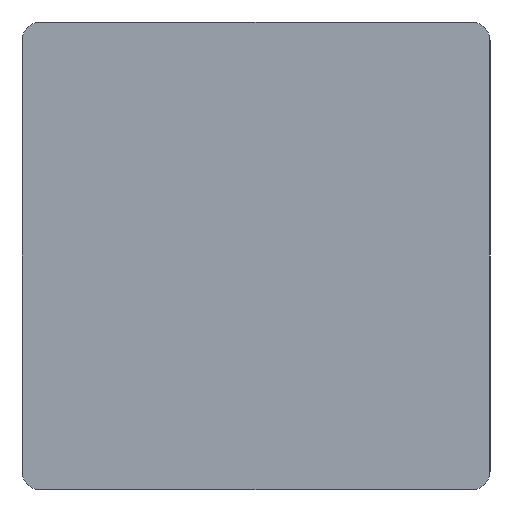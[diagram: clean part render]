
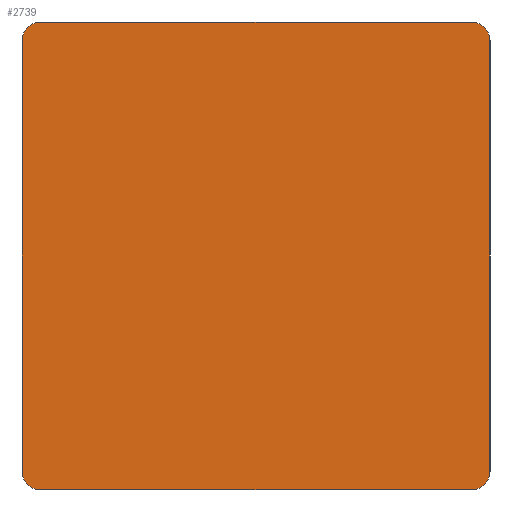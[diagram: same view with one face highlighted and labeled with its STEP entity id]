
A CAD part, left-side view. The second image highlights one B-rep face of the part: STEP entity #2739.
In plain terms, the highlighted planar face has unit normal (-1, 0, 0).
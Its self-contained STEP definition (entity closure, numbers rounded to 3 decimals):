
#2739 = ADVANCED_FACE('',(#2740),#2810,.F.);
#2740 = FACE_BOUND('',#2741,.F.);
#2741 = EDGE_LOOP('',(#2742,#2752,#2761,#2769,#2778,#2786,#2795,#2803));
#2742 = ORIENTED_EDGE('',*,*,#2743,.F.);
#2743 = EDGE_CURVE('',#2744,#2746,#2748,.T.);
#2744 = VERTEX_POINT('',#2745);
#2745 = CARTESIAN_POINT('',(-0.5,-0.25,0.02));
#2746 = VERTEX_POINT('',#2747);
#2747 = CARTESIAN_POINT('',(-0.5,-0.25,0.48));
#2748 = LINE('',#2749,#2750);
#2749 = CARTESIAN_POINT('',(-0.5,-0.25,0.));
#2750 = VECTOR('',#2751,1.);
#2751 = DIRECTION('',(0.,0.,1.));
#2752 = ORIENTED_EDGE('',*,*,#2753,.T.);
#2753 = EDGE_CURVE('',#2744,#2754,#2756,.T.);
#2754 = VERTEX_POINT('',#2755);
#2755 = CARTESIAN_POINT('',(-0.5,-0.23,0.));
#2756 = CIRCLE('',#2757,0.02);
#2757 = AXIS2_PLACEMENT_3D('',#2758,#2759,#2760);
#2758 = CARTESIAN_POINT('',(-0.5,-0.23,0.02));
#2759 = DIRECTION('',(1.,0.,-0.));
#2760 = DIRECTION('',(0.,0.,1.));
#2761 = ORIENTED_EDGE('',*,*,#2762,.T.);
#2762 = EDGE_CURVE('',#2754,#2763,#2765,.T.);
#2763 = VERTEX_POINT('',#2764);
#2764 = CARTESIAN_POINT('',(-0.5,0.23,0.));
#2765 = LINE('',#2766,#2767);
#2766 = CARTESIAN_POINT('',(-0.5,-0.25,0.));
#2767 = VECTOR('',#2768,1.);
#2768 = DIRECTION('',(0.,1.,0.));
#2769 = ORIENTED_EDGE('',*,*,#2770,.F.);
#2770 = EDGE_CURVE('',#2771,#2763,#2773,.T.);
#2771 = VERTEX_POINT('',#2772);
#2772 = CARTESIAN_POINT('',(-0.5,0.25,0.02));
#2773 = CIRCLE('',#2774,0.02);
#2774 = AXIS2_PLACEMENT_3D('',#2775,#2776,#2777);
#2775 = CARTESIAN_POINT('',(-0.5,0.23,0.02));
#2776 = DIRECTION('',(-1.,0.,0.));
#2777 = DIRECTION('',(0.,0.,1.));
#2778 = ORIENTED_EDGE('',*,*,#2779,.T.);
#2779 = EDGE_CURVE('',#2771,#2780,#2782,.T.);
#2780 = VERTEX_POINT('',#2781);
#2781 = CARTESIAN_POINT('',(-0.5,0.25,0.48));
#2782 = LINE('',#2783,#2784);
#2783 = CARTESIAN_POINT('',(-0.5,0.25,0.));
#2784 = VECTOR('',#2785,1.);
#2785 = DIRECTION('',(0.,0.,1.));
#2786 = ORIENTED_EDGE('',*,*,#2787,.T.);
#2787 = EDGE_CURVE('',#2780,#2788,#2790,.T.);
#2788 = VERTEX_POINT('',#2789);
#2789 = CARTESIAN_POINT('',(-0.5,0.23,0.5));
#2790 = CIRCLE('',#2791,0.02);
#2791 = AXIS2_PLACEMENT_3D('',#2792,#2793,#2794);
#2792 = CARTESIAN_POINT('',(-0.5,0.23,0.48));
#2793 = DIRECTION('',(1.,0.,-0.));
#2794 = DIRECTION('',(0.,0.,1.));
#2795 = ORIENTED_EDGE('',*,*,#2796,.F.);
#2796 = EDGE_CURVE('',#2797,#2788,#2799,.T.);
#2797 = VERTEX_POINT('',#2798);
#2798 = CARTESIAN_POINT('',(-0.5,-0.23,0.5));
#2799 = LINE('',#2800,#2801);
#2800 = CARTESIAN_POINT('',(-0.5,-0.25,0.5));
#2801 = VECTOR('',#2802,1.);
#2802 = DIRECTION('',(0.,1.,0.));
#2803 = ORIENTED_EDGE('',*,*,#2804,.F.);
#2804 = EDGE_CURVE('',#2746,#2797,#2805,.T.);
#2805 = CIRCLE('',#2806,0.02);
#2806 = AXIS2_PLACEMENT_3D('',#2807,#2808,#2809);
#2807 = CARTESIAN_POINT('',(-0.5,-0.23,0.48));
#2808 = DIRECTION('',(-1.,0.,0.));
#2809 = DIRECTION('',(0.,0.,1.));
#2810 = PLANE('',#2811);
#2811 = AXIS2_PLACEMENT_3D('',#2812,#2813,#2814);
#2812 = CARTESIAN_POINT('',(-0.5,-0.25,0.));
#2813 = DIRECTION('',(1.,0.,0.));
#2814 = DIRECTION('',(0.,0.,1.));
